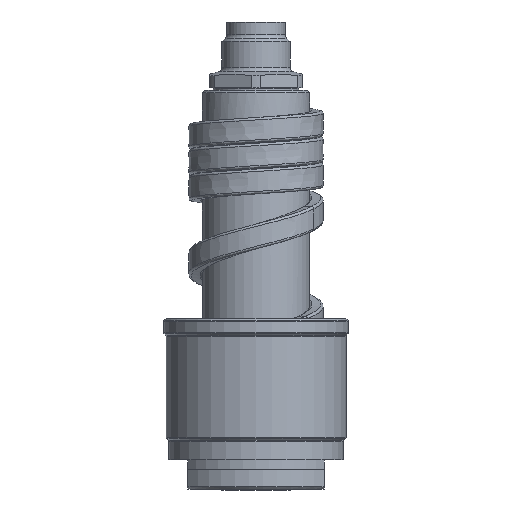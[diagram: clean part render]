
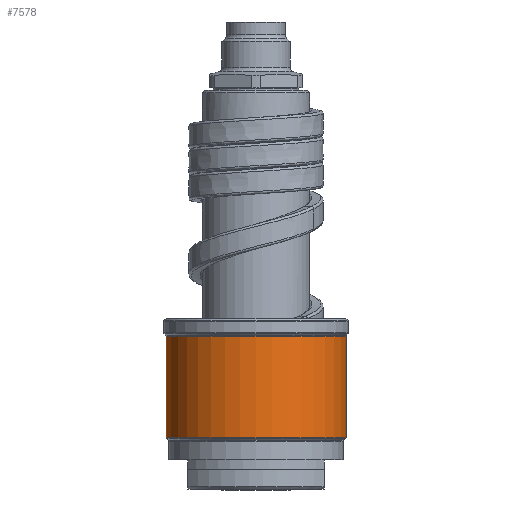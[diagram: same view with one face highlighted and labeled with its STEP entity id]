
A CAD part, front view. The second image highlights one B-rep face of the part: STEP entity #7578.
In plain terms, the highlighted cylindrical face has radius 18.5 mm (diameter 37 mm), a partial arc.
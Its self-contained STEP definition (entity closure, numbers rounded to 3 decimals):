
#1279=CARTESIAN_POINT('',(0.,0.,10.583));
#1280=DIRECTION('',(0.,0.,1.));
#1281=DIRECTION('',(-1.,0.,0.));
#1282=AXIS2_PLACEMENT_3D('',#1279,#1280,#1281);
#1284=DIRECTION('',(0.,0.,-1.));
#1285=VECTOR('',#1284,20.834);
#1286=CARTESIAN_POINT('',(-18.5,0.,31.417));
#1287=LINE('',#1286,#1285);
#1288=CARTESIAN_POINT('',(0.,0.,31.417));
#1289=DIRECTION('',(0.,0.,1.));
#1290=DIRECTION('',(-1.,0.,0.));
#1291=AXIS2_PLACEMENT_3D('',#1288,#1289,#1290);
#1293=DIRECTION('',(0.,0.,-1.));
#1294=VECTOR('',#1293,20.834);
#1295=CARTESIAN_POINT('',(18.5,0.,31.417));
#1296=LINE('',#1295,#1294);
#5536=CARTESIAN_POINT('',(18.5,0.,31.417));
#5537=CARTESIAN_POINT('',(-18.5,0.,31.417));
#5538=VERTEX_POINT('',#5536);
#5539=VERTEX_POINT('',#5537);
#5562=CARTESIAN_POINT('',(18.5,0.,10.583));
#5563=VERTEX_POINT('',#5562);
#5564=CARTESIAN_POINT('',(-18.5,0.,10.583));
#5565=VERTEX_POINT('',#5564);
#7564=CARTESIAN_POINT('',(0.,0.,8.75));
#7565=DIRECTION('',(0.,0.,1.));
#7566=DIRECTION('',(-1.,0.,0.));
#7567=AXIS2_PLACEMENT_3D('',#7564,#7565,#7566);
#7568=CYLINDRICAL_SURFACE('',#7567,18.5);
#7570=ORIENTED_EDGE('',*,*,#7569,.F.);
#7572=ORIENTED_EDGE('',*,*,#7571,.F.);
#7573=ORIENTED_EDGE('',*,*,#7554,.T.);
#7575=ORIENTED_EDGE('',*,*,#7574,.T.);
#7576=EDGE_LOOP('',(#7570,#7572,#7573,#7575));
#7577=FACE_OUTER_BOUND('',#7576,.F.);
#1283=CIRCLE('',#1282,18.5);
#1292=CIRCLE('',#1291,18.5);
#7554=EDGE_CURVE('',#5539,#5538,#1292,.T.);
#7569=EDGE_CURVE('',#5565,#5563,#1283,.T.);
#7571=EDGE_CURVE('',#5539,#5565,#1287,.T.);
#7574=EDGE_CURVE('',#5538,#5563,#1296,.T.);
#7578=ADVANCED_FACE('',(#7577),#7568,.T.);
